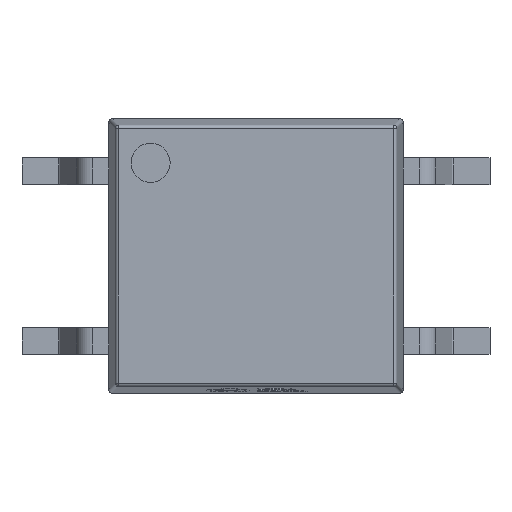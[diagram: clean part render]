
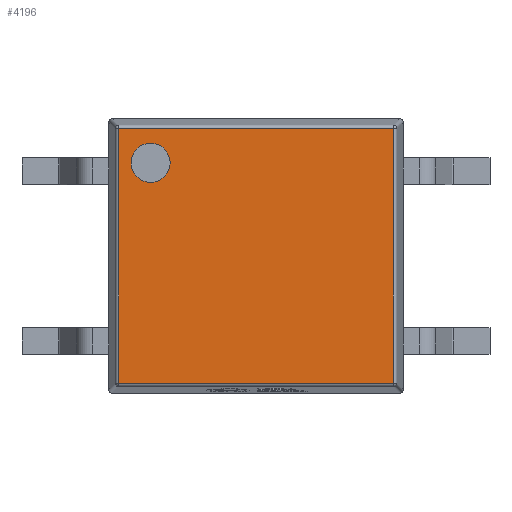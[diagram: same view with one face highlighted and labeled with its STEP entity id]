
A CAD part, top view. The second image highlights one B-rep face of the part: STEP entity #4196.
In plain terms, the highlighted planar face has unit normal (0, 0, 1).
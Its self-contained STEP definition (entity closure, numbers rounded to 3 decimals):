
#361 = VECTOR ( 'NONE', #13009, 1000. ) ;
#430 = EDGE_LOOP ( 'NONE', ( #4747, #4239, #6009, #4797 ) ) ;
#495 = AXIS2_PLACEMENT_3D ( 'NONE', #7063, #3009, #4865 ) ;
#689 = VERTEX_POINT ( 'NONE', #7949 ) ;
#900 = LINE ( 'NONE', #4083, #12077 ) ;
#1034 = LINE ( 'NONE', #7503, #3651 ) ;
#1262 = VERTEX_POINT ( 'NONE', #6609 ) ;
#2078 = CARTESIAN_POINT ( 'NONE',  ( -2.055, -1.905, 2.084 ) ) ;
#2552 = VECTOR ( 'NONE', #3896, 1000. ) ;
#2656 = LINE ( 'NONE', #4852, #2552 ) ;
#2706 = CIRCLE ( 'NONE', #2926, 0.292 ) ;
#2926 = AXIS2_PLACEMENT_3D ( 'NONE', #2957, #7154, #11348 ) ;
#2957 = CARTESIAN_POINT ( 'NONE',  ( -1.576, 1.392, 2.084 ) ) ;
#3009 = DIRECTION ( 'NONE',  ( 0., 0., 1. ) ) ;
#3294 = DIRECTION ( 'NONE',  ( 1., 0., 0. ) ) ;
#3651 = VECTOR ( 'NONE', #11630, 1000. ) ;
#3729 = EDGE_CURVE ( 'NONE', #4617, #12627, #900, .T. ) ;
#3896 = DIRECTION ( 'NONE',  ( -1., 0., 0. ) ) ;
#4083 = CARTESIAN_POINT ( 'NONE',  ( 2.055, 0., 2.084 ) ) ;
#4142 = FACE_BOUND ( 'NONE', #9871, .T. ) ;
#4196 = ADVANCED_FACE ( 'NONE', ( #7359, #4142 ), #11620, .T. ) ;
#4239 = ORIENTED_EDGE ( 'NONE', *, *, #5999, .T. ) ;
#4617 = VERTEX_POINT ( 'NONE', #7545 ) ;
#4747 = ORIENTED_EDGE ( 'NONE', *, *, #4831, .T. ) ;
#4797 = ORIENTED_EDGE ( 'NONE', *, *, #3729, .T. ) ;
#4831 = EDGE_CURVE ( 'NONE', #12627, #689, #2656, .T. ) ;
#4852 = CARTESIAN_POINT ( 'NONE',  ( 0., 1.905, 2.084 ) ) ;
#4865 = DIRECTION ( 'NONE',  ( 1., 0., 0. ) ) ;
#5285 = CARTESIAN_POINT ( 'NONE',  ( 0., 0., 2.084 ) ) ;
#5999 = EDGE_CURVE ( 'NONE', #689, #8629, #1034, .T. ) ;
#6009 = ORIENTED_EDGE ( 'NONE', *, *, #6239, .T. ) ;
#6239 = EDGE_CURVE ( 'NONE', #8629, #4617, #8814, .T. ) ;
#6609 = CARTESIAN_POINT ( 'NONE',  ( -1.868, 1.392, 2.084 ) ) ;
#6628 = CARTESIAN_POINT ( 'NONE',  ( 2.055, 1.905, 2.084 ) ) ;
#6790 = AXIS2_PLACEMENT_3D ( 'NONE', #5285, #7494, #3294 ) ;
#6877 = CIRCLE ( 'NONE', #495, 0.292 ) ;
#6964 = DIRECTION ( 'NONE',  ( 0., 1., 0. ) ) ;
#7063 = CARTESIAN_POINT ( 'NONE',  ( -1.576, 1.392, 2.084 ) ) ;
#7154 = DIRECTION ( 'NONE',  ( 0., 0., 1. ) ) ;
#7359 = FACE_OUTER_BOUND ( 'NONE', #430, .T. ) ;
#7494 = DIRECTION ( 'NONE',  ( 0., 0., 1. ) ) ;
#7503 = CARTESIAN_POINT ( 'NONE',  ( -2.055, 0., 2.084 ) ) ;
#7545 = CARTESIAN_POINT ( 'NONE',  ( 2.055, -1.905, 2.084 ) ) ;
#7548 = EDGE_CURVE ( 'NONE', #1262, #10247, #2706, .T. ) ;
#7836 = EDGE_CURVE ( 'NONE', #10247, #1262, #6877, .T. ) ;
#7949 = CARTESIAN_POINT ( 'NONE',  ( -2.055, 1.905, 2.084 ) ) ;
#8629 = VERTEX_POINT ( 'NONE', #2078 ) ;
#8814 = LINE ( 'NONE', #11072, #361 ) ;
#9871 = EDGE_LOOP ( 'NONE', ( #11848, #12313 ) ) ;
#10247 = VERTEX_POINT ( 'NONE', #13610 ) ;
#11072 = CARTESIAN_POINT ( 'NONE',  ( 0., -1.905, 2.084 ) ) ;
#11348 = DIRECTION ( 'NONE',  ( 1., 0., 0. ) ) ;
#11620 = PLANE ( 'NONE',  #6790 ) ;
#11630 = DIRECTION ( 'NONE',  ( 0., -1., 0. ) ) ;
#11848 = ORIENTED_EDGE ( 'NONE', *, *, #7836, .F. ) ;
#12077 = VECTOR ( 'NONE', #6964, 1000. ) ;
#12313 = ORIENTED_EDGE ( 'NONE', *, *, #7548, .F. ) ;
#12627 = VERTEX_POINT ( 'NONE', #6628 ) ;
#13009 = DIRECTION ( 'NONE',  ( 1., 0., 0. ) ) ;
#13610 = CARTESIAN_POINT ( 'NONE',  ( -1.285, 1.392, 2.084 ) ) ;
